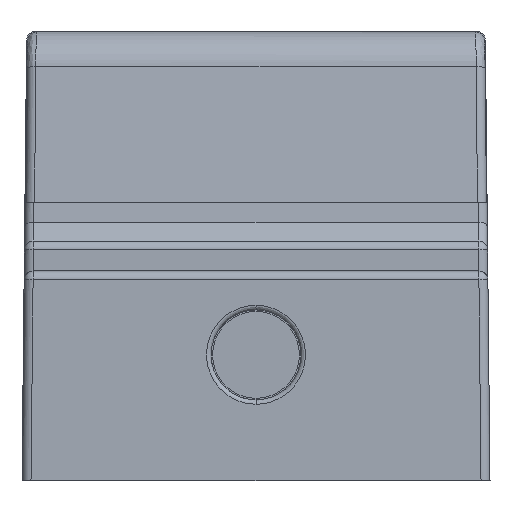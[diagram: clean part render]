
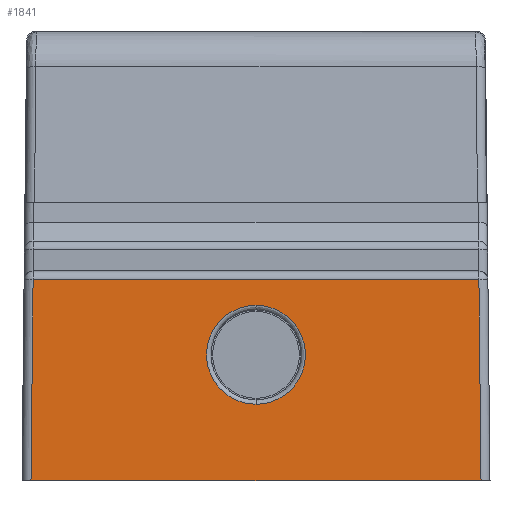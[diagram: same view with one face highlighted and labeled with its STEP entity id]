
A CAD part, front view. The second image highlights one B-rep face of the part: STEP entity #1841.
In plain terms, the highlighted planar face has unit normal (0, -1, 0.014).
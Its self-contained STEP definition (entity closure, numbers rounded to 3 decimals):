
#78=CARTESIAN_POINT('',(-9.373,15.068,-9.176));
#79=CARTESIAN_POINT('',(-9.251,15.068,-9.176));
#80=CARTESIAN_POINT('',(-9.013,15.067,-9.202));
#81=CARTESIAN_POINT('',(-8.661,15.066,-9.322));
#82=CARTESIAN_POINT('',(-8.342,15.063,-9.52));
#83=CARTESIAN_POINT('',(-8.077,15.059,-9.782));
#84=CARTESIAN_POINT('',(-7.876,15.055,-10.099));
#85=CARTESIAN_POINT('',(-7.751,15.05,-10.452));
#86=CARTESIAN_POINT('',(-7.708,15.045,-10.823));
#87=CARTESIAN_POINT('',(-7.75,15.04,-11.195));
#88=CARTESIAN_POINT('',(-7.873,15.035,-11.547));
#89=CARTESIAN_POINT('',(-8.072,15.03,-11.865));
#90=CARTESIAN_POINT('',(-8.337,15.027,-12.129));
#91=CARTESIAN_POINT('',(-8.657,15.024,-12.329));
#92=CARTESIAN_POINT('',(-9.012,15.022,-12.45));
#93=CARTESIAN_POINT('',(-9.251,15.022,-12.476));
#94=CARTESIAN_POINT('',(-9.373,15.022,-12.476));
#122=DIRECTION('',(0.01,-0.014,-1.));
#123=VECTOR('',#122,6.705);
#124=CARTESIAN_POINT('',(-1.932,15.08,-8.324));
#125=LINE('',#124,#123);
#126=DIRECTION('',(0.01,0.014,1.));
#127=VECTOR('',#126,6.705);
#128=CARTESIAN_POINT('',(-16.883,14.986,-15.028));
#129=LINE('',#128,#127);
#173=DIRECTION('',(1.,0.,0.));
#174=VECTOR('',#173,15.021);
#175=CARTESIAN_POINT('',(-16.883,14.986,-15.028));
#176=LINE('',#175,#174);
#830=DIRECTION('',(-1.,0.,0.));
#831=VECTOR('',#830,14.881);
#832=CARTESIAN_POINT('',(-1.932,15.08,-8.324));
#833=LINE('',#832,#831);
#1295=CARTESIAN_POINT('',(-9.373,15.022,
-12.476));
#1296=CARTESIAN_POINT('',(-9.494,15.022,
-12.476));
#1297=CARTESIAN_POINT('',(-9.732,15.022,
-12.45));
#1298=CARTESIAN_POINT('',(-10.085,15.024,
-12.33));
#1299=CARTESIAN_POINT('',(-10.403,15.026,
-12.133));
#1300=CARTESIAN_POINT('',(-10.668,15.03,
-11.871));
#1301=CARTESIAN_POINT('',(-10.869,15.035,
-11.554));
#1302=CARTESIAN_POINT('',(-10.994,15.039,
-11.201));
#1303=CARTESIAN_POINT('',(-11.037,15.045,
-10.829));
#1304=CARTESIAN_POINT('',(-10.995,15.05,
-10.458));
#1305=CARTESIAN_POINT('',(-10.872,15.055,
-10.106));
#1306=CARTESIAN_POINT('',(-10.673,15.059,
-9.788));
#1307=CARTESIAN_POINT('',(-10.409,15.063,
-9.524));
#1308=CARTESIAN_POINT('',(-10.088,15.066,
-9.324));
#1309=CARTESIAN_POINT('',(-9.733,15.067,
-9.202));
#1310=CARTESIAN_POINT('',(-9.494,15.068,
-9.176));
#1311=CARTESIAN_POINT('',(-9.373,15.068,
-9.176));
#1369=VERTEX_POINT('',#78);
#1370=VERTEX_POINT('',#94);
#1371=CARTESIAN_POINT('',(-1.932,15.08,
-8.324));
#1372=CARTESIAN_POINT('',(-1.862,14.986,
-15.028));
#1373=VERTEX_POINT('',#1371);
#1374=VERTEX_POINT('',#1372);
#1375=CARTESIAN_POINT('',(-16.883,14.986,
-15.028));
#1376=VERTEX_POINT('',#1375);
#1377=CARTESIAN_POINT('',(-16.813,15.08,
-8.324));
#1378=VERTEX_POINT('',#1377);
#1821=CARTESIAN_POINT('',(-9.373,15.,-14.028));
#1822=DIRECTION('',(0.,-1.,0.014));
#1823=DIRECTION('',(0.,-0.014,-1.));
#1824=AXIS2_PLACEMENT_3D('',#1821,#1822,#1823);
#1825=PLANE('',#1824);
#1827=ORIENTED_EDGE('',*,*,#1826,.T.);
#1829=ORIENTED_EDGE('',*,*,#1828,.F.);
#1831=ORIENTED_EDGE('',*,*,#1830,.T.);
#1833=ORIENTED_EDGE('',*,*,#1832,.F.);
#1834=EDGE_LOOP('',(#1827,#1829,#1831,#1833));
#1835=FACE_OUTER_BOUND('',#1834,.F.);
#1836=ORIENTED_EDGE('',*,*,#1811,.F.);
#1838=ORIENTED_EDGE('',*,*,#1837,.F.);
#1839=EDGE_LOOP('',(#1836,#1838));
#1840=FACE_BOUND('',#1839,.F.);
#1841=ADVANCED_FACE('',(#1835,#1840),#1825,.T.);
#95=B_SPLINE_CURVE_WITH_KNOTS('',3,(#78,#79,#80,#81,#82,#83,#84,#85,#86,#87,#88,
#89,#90,#91,#92,#93,#94),.UNSPECIFIED.,.F.,.F.,(4,1,1,1,1,1,1,1,1,1,1,1,1,1,4),(
0.,0.071,0.143,0.214,0.286,
0.357,0.429,0.5,0.571,0.643,
0.714,0.786,0.857,0.929,1.),
.UNSPECIFIED.);
#1312=B_SPLINE_CURVE_WITH_KNOTS('',3,(#1295,#1296,#1297,#1298,#1299,#1300,#1301,
#1302,#1303,#1304,#1305,#1306,#1307,#1308,#1309,#1310,#1311),.UNSPECIFIED.,.F.,
.F.,(4,1,1,1,1,1,1,1,1,1,1,1,1,1,4),(0.,0.071,0.143,
0.214,0.286,0.357,0.429,0.5,
0.571,0.643,0.714,0.786,
0.857,0.929,1.),.UNSPECIFIED.);
#1811=EDGE_CURVE('',#1369,#1370,#95,.T.);
#1826=EDGE_CURVE('',#1373,#1374,#125,.T.);
#1828=EDGE_CURVE('',#1376,#1374,#176,.T.);
#1830=EDGE_CURVE('',#1376,#1378,#129,.T.);
#1832=EDGE_CURVE('',#1373,#1378,#833,.T.);
#1837=EDGE_CURVE('',#1370,#1369,#1312,.T.);
